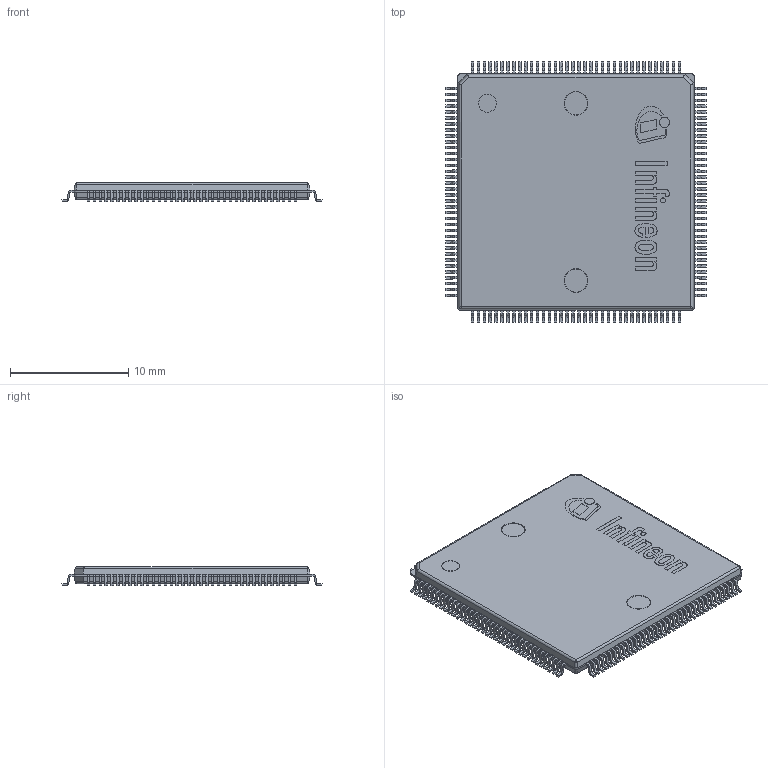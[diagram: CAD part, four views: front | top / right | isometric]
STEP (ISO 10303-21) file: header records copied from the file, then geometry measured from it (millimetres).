
FILE_DESCRIPTION(/* description */ (''),/* implementation_level */ '2;1');
FILE_NAME(/* name */ 'PG-TQFP-144-7_Z8B00006392_V11_3D.stp',/* time_stamp */ '2024-07-26T18:08:35+05:30',/* author */ ('sivamani'),/* organization */ (''),/* preprocessor_version */ 'ST-DEVELOPER v19.2',/* originating_system */ 'AutoCAD Mechanical',/* authorisation */ '');
FILE_SCHEMA (('AUTOMOTIVE_DESIGN { 1 0 10303 214 3 1 1 }'));
Products named in the file (1): Product
Bounding box: 22 x 22 x 1.61 mm (x, y, z)
Volume: 577.8 mm3; surface area: 2692 mm2
Topology: 160 solids, 160 shells, 2217 faces, 5637 edges, 3744 vertices
Faces by surface type: plane 1562, cylinder 615, bspline 22, torus 14, cone 4
Entity records: 68515 total; most frequent: CARTESIAN_POINT 13821, ORIENTED_EDGE 11266, DIRECTION 11223, EDGE_CURVE 5633, LINE 4339, VECTOR 4339, VERTEX_POINT 3744, AXIS2_PLACEMENT_3D 3442
